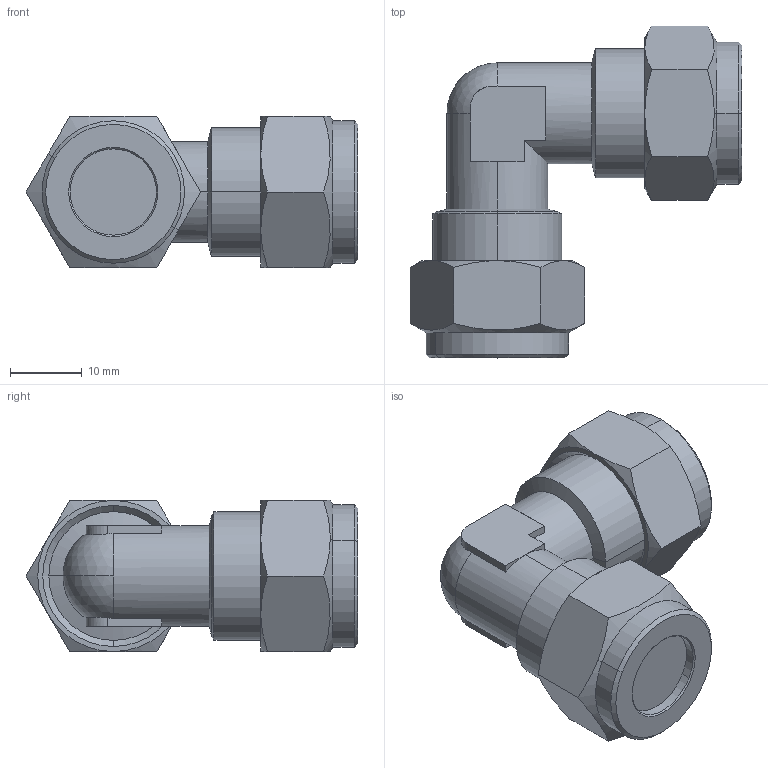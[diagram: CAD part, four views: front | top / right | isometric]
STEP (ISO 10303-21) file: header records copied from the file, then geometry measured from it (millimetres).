
FILE_DESCRIPTION (( 'STEP AP214' ), '1' );
FILE_NAME ('1026000005.step', '2013-02-25T17:13:27', ( '' ), ( '' ), 'SwSTEP 2.0', 'SolidWorks 2012', '' );
FILE_SCHEMA (( 'AUTOMOTIVE_DESIGN' ));
Length unit declared in the file: millimetre
Products named in the file (1): 1026000005
Bounding box: 46.12 x 46.12 x 21 mm (x, y, z)
Volume: 16961.8 mm3; surface area: 5148.5 mm2
Topology: 1 solids, 1 shells, 92 faces, 213 edges, 127 vertices
Faces by surface type: plane 36, cone 34, cylinder 18, sphere 2, torus 2
Entity records: 2842 total; most frequent: CARTESIAN_POINT 753, DIRECTION 436, ORIENTED_EDGE 426, EDGE_CURVE 213, AXIS2_PLACEMENT_3D 174, VERTEX_POINT 127, EDGE_LOOP 96, FACE_OUTER_BOUND 92
